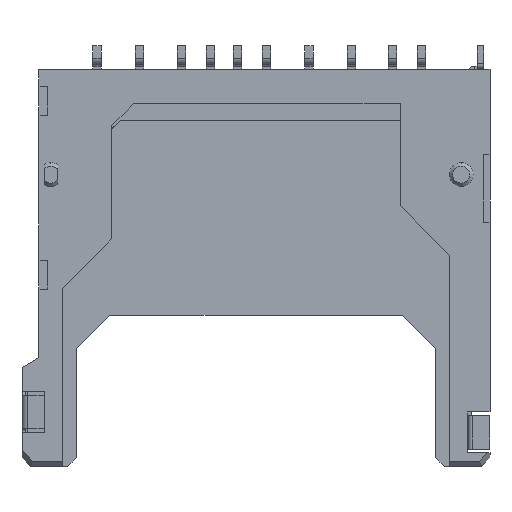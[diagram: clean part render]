
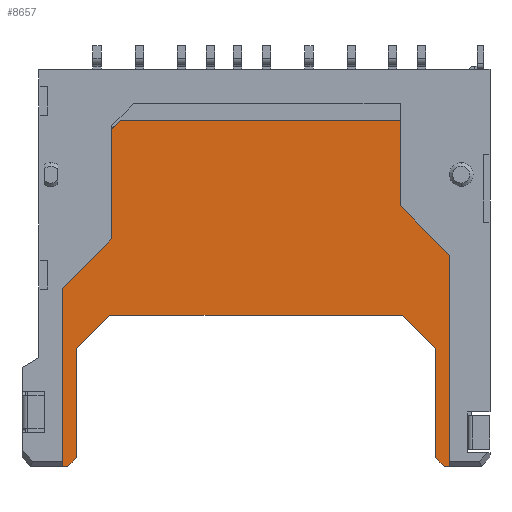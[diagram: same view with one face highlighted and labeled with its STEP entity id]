
A CAD part, front view. The second image highlights one B-rep face of the part: STEP entity #8657.
In plain terms, the highlighted planar face has unit normal (0, -1, 0).
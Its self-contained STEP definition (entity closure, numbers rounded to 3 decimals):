
#198 = VECTOR ( 'NONE', #1859, 1000. ) ;
#263 = EDGE_CURVE ( 'NONE', #10556, #6640, #11393, .T. ) ;
#410 = VECTOR ( 'NONE', #1150, 1000. ) ;
#691 = VECTOR ( 'NONE', #11182, 1000. ) ;
#730 = ORIENTED_EDGE ( 'NONE', *, *, #10933, .T. ) ;
#852 = CARTESIAN_POINT ( 'NONE',  ( -10.6, 2.55, -22.9 ) ) ;
#890 = VECTOR ( 'NONE', #1267, 1000. ) ;
#1036 = CARTESIAN_POINT ( 'NONE',  ( 10.6, 2.55, -16.45 ) ) ;
#1150 = DIRECTION ( 'NONE',  ( 1., 0., 0. ) ) ;
#1151 = CARTESIAN_POINT ( 'NONE',  ( -11.1, 2.55, -23.4 ) ) ;
#1165 = CARTESIAN_POINT ( 'NONE',  ( 8.65, 2.55, -14.5 ) ) ;
#1211 = EDGE_CURVE ( 'NONE', #7958, #4688, #9069, .T. ) ;
#1267 = DIRECTION ( 'NONE',  ( 1., 0., 0. ) ) ;
#1414 = ORIENTED_EDGE ( 'NONE', *, *, #9518, .T. ) ;
#1520 = DIRECTION ( 'NONE',  ( 0., -1., 0. ) ) ;
#1766 = LINE ( 'NONE', #8339, #7109 ) ;
#1798 = LINE ( 'NONE', #7692, #198 ) ;
#1859 = DIRECTION ( 'NONE',  ( 0., 0., 1. ) ) ;
#2112 = CARTESIAN_POINT ( 'NONE',  ( 12., 2.55, -3. ) ) ;
#2215 = CARTESIAN_POINT ( 'NONE',  ( -10.6, 2.55, -16.471 ) ) ;
#2532 = CARTESIAN_POINT ( 'NONE',  ( 0., 2.55, 0. ) ) ;
#2782 = DIRECTION ( 'NONE',  ( 0.707, 0., 0.707 ) ) ;
#2810 = EDGE_CURVE ( 'NONE', #8930, #12425, #12478, .T. ) ;
#2904 = VERTEX_POINT ( 'NONE', #8179 ) ;
#3175 = LINE ( 'NONE', #10498, #11559 ) ;
#3215 = ORIENTED_EDGE ( 'NONE', *, *, #263, .T. ) ;
#3412 = VECTOR ( 'NONE', #10279, 1000. ) ;
#3613 = CARTESIAN_POINT ( 'NONE',  ( -8.629, 2.55, -14.5 ) ) ;
#3639 = LINE ( 'NONE', #4231, #4172 ) ;
#3641 = DIRECTION ( 'NONE',  ( 0., 0., -1. ) ) ;
#3660 = VECTOR ( 'NONE', #11601, 1000. ) ;
#4172 = VECTOR ( 'NONE', #12160, 1000. ) ;
#4218 = EDGE_CURVE ( 'NONE', #5865, #5425, #3639, .T. ) ;
#4231 = CARTESIAN_POINT ( 'NONE',  ( -8., 2.55, -3. ) ) ;
#4264 = LINE ( 'NONE', #5099, #5826 ) ;
#4327 = EDGE_CURVE ( 'NONE', #5425, #10556, #10781, .T. ) ;
#4688 = VERTEX_POINT ( 'NONE', #9103 ) ;
#4740 = ORIENTED_EDGE ( 'NONE', *, *, #8001, .T. ) ;
#4890 = CARTESIAN_POINT ( 'NONE',  ( -12.5, 2.55, -23.4 ) ) ;
#4891 = ORIENTED_EDGE ( 'NONE', *, *, #13266, .T. ) ;
#4929 = CARTESIAN_POINT ( 'NONE',  ( -10.6, 2.55, -22.9 ) ) ;
#4937 = DIRECTION ( 'NONE',  ( -0.707, 0., -0.707 ) ) ;
#4995 = CARTESIAN_POINT ( 'NONE',  ( -11.1, 2.55, -23.4 ) ) ;
#5099 = CARTESIAN_POINT ( 'NONE',  ( 12., 2.55, -22.9 ) ) ;
#5164 = ORIENTED_EDGE ( 'NONE', *, *, #4218, .T. ) ;
#5301 = LINE ( 'NONE', #7389, #14612 ) ;
#5425 = VERTEX_POINT ( 'NONE', #13620 ) ;
#5468 = AXIS2_PLACEMENT_3D ( 'NONE', #2532, #1520, #3641 ) ;
#5582 = ORIENTED_EDGE ( 'NONE', *, *, #1211, .T. ) ;
#5826 = VECTOR ( 'NONE', #14095, 1000. ) ;
#5865 = VERTEX_POINT ( 'NONE', #10918 ) ;
#6383 = EDGE_CURVE ( 'NONE', #9750, #5865, #13183, .T. ) ;
#6445 = ORIENTED_EDGE ( 'NONE', *, *, #2810, .T. ) ;
#6455 = LINE ( 'NONE', #7981, #410 ) ;
#6554 = CARTESIAN_POINT ( 'NONE',  ( 11.1, 2.55, -23.4 ) ) ;
#6640 = VERTEX_POINT ( 'NONE', #14034 ) ;
#6753 = VECTOR ( 'NONE', #4937, 1000. ) ;
#7013 = CARTESIAN_POINT ( 'NONE',  ( 8.65, 2.55, -14.5 ) ) ;
#7109 = VECTOR ( 'NONE', #7177, 1000. ) ;
#7177 = DIRECTION ( 'NONE',  ( 0.707, 0., -0.707 ) ) ;
#7235 = EDGE_CURVE ( 'NONE', #10148, #7590, #3175, .T. ) ;
#7275 = DIRECTION ( 'NONE',  ( 0., 0., 1. ) ) ;
#7309 = EDGE_CURVE ( 'NONE', #9350, #7958, #14416, .T. ) ;
#7389 = CARTESIAN_POINT ( 'NONE',  ( 10.6, 2.55, -16.45 ) ) ;
#7590 = VERTEX_POINT ( 'NONE', #11342 ) ;
#7692 = CARTESIAN_POINT ( 'NONE',  ( 12., 2.55, -3. ) ) ;
#7958 = VERTEX_POINT ( 'NONE', #852 ) ;
#7973 = ORIENTED_EDGE ( 'NONE', *, *, #12466, .T. ) ;
#7981 = CARTESIAN_POINT ( 'NONE',  ( 12., 2.55, -23.4 ) ) ;
#8001 = EDGE_CURVE ( 'NONE', #2904, #9750, #1798, .T. ) ;
#8117 = CARTESIAN_POINT ( 'NONE',  ( -8.629, 2.55, -14.5 ) ) ;
#8179 = CARTESIAN_POINT ( 'NONE',  ( 12., 2.55, -22.9 ) ) ;
#8339 = CARTESIAN_POINT ( 'NONE',  ( 10.6, 2.55, -22.9 ) ) ;
#8629 = VECTOR ( 'NONE', #12340, 1000. ) ;
#8652 = ORIENTED_EDGE ( 'NONE', *, *, #13948, .T. ) ;
#8657 = ADVANCED_FACE ( 'NONE', ( #13230 ), #14046, .T. ) ;
#8678 = ORIENTED_EDGE ( 'NONE', *, *, #11452, .T. ) ;
#8930 = VERTEX_POINT ( 'NONE', #3613 ) ;
#9069 = LINE ( 'NONE', #4929, #9432 ) ;
#9103 = CARTESIAN_POINT ( 'NONE',  ( -10.6, 2.55, -16.471 ) ) ;
#9350 = VERTEX_POINT ( 'NONE', #1151 ) ;
#9432 = VECTOR ( 'NONE', #7275, 1000. ) ;
#9518 = EDGE_CURVE ( 'NONE', #11307, #12830, #5301, .T. ) ;
#9750 = VERTEX_POINT ( 'NONE', #2112 ) ;
#10148 = VERTEX_POINT ( 'NONE', #6554 ) ;
#10279 = DIRECTION ( 'NONE',  ( 0.707, 0., 0.707 ) ) ;
#10432 = ORIENTED_EDGE ( 'NONE', *, *, #6383, .T. ) ;
#10498 = CARTESIAN_POINT ( 'NONE',  ( 12., 2.55, -23.4 ) ) ;
#10556 = VERTEX_POINT ( 'NONE', #12809 ) ;
#10704 = EDGE_LOOP ( 'NONE', ( #4891, #13766, #8652, #4740, #10432, #5164, #12010, #3215, #8678, #13858, #5582, #7973, #6445, #730, #1414 ) ) ;
#10781 = LINE ( 'NONE', #11349, #8629 ) ;
#10918 = CARTESIAN_POINT ( 'NONE',  ( -8., 2.55, -3. ) ) ;
#10933 = EDGE_CURVE ( 'NONE', #12425, #11307, #14698, .T. ) ;
#11182 = DIRECTION ( 'NONE',  ( -1., 0., 0. ) ) ;
#11236 = CARTESIAN_POINT ( 'NONE',  ( 12., 2.55, -3. ) ) ;
#11307 = VERTEX_POINT ( 'NONE', #1036 ) ;
#11342 = CARTESIAN_POINT ( 'NONE',  ( 12.5, 2.55, -23.4 ) ) ;
#11349 = CARTESIAN_POINT ( 'NONE',  ( -12., 2.55, -7. ) ) ;
#11393 = LINE ( 'NONE', #4890, #6753 ) ;
#11452 = EDGE_CURVE ( 'NONE', #6640, #9350, #6455, .T. ) ;
#11559 = VECTOR ( 'NONE', #11567, 1000. ) ;
#11567 = DIRECTION ( 'NONE',  ( 1., 0., 0. ) ) ;
#11601 = DIRECTION ( 'NONE',  ( 0.707, 0., -0.707 ) ) ;
#12010 = ORIENTED_EDGE ( 'NONE', *, *, #4327, .T. ) ;
#12160 = DIRECTION ( 'NONE',  ( -0.707, 0., -0.707 ) ) ;
#12340 = DIRECTION ( 'NONE',  ( 0., 0., -1. ) ) ;
#12425 = VERTEX_POINT ( 'NONE', #1165 ) ;
#12466 = EDGE_CURVE ( 'NONE', #4688, #8930, #14633, .T. ) ;
#12478 = LINE ( 'NONE', #8117, #890 ) ;
#12809 = CARTESIAN_POINT ( 'NONE',  ( -12., 2.55, -22.9 ) ) ;
#12830 = VERTEX_POINT ( 'NONE', #14203 ) ;
#13059 = DIRECTION ( 'NONE',  ( 0., 0., -1. ) ) ;
#13183 = LINE ( 'NONE', #11236, #691 ) ;
#13230 = FACE_OUTER_BOUND ( 'NONE', #10704, .T. ) ;
#13266 = EDGE_CURVE ( 'NONE', #12830, #10148, #1766, .T. ) ;
#13620 = CARTESIAN_POINT ( 'NONE',  ( -12., 2.55, -7. ) ) ;
#13766 = ORIENTED_EDGE ( 'NONE', *, *, #7235, .T. ) ;
#13858 = ORIENTED_EDGE ( 'NONE', *, *, #7309, .T. ) ;
#13948 = EDGE_CURVE ( 'NONE', #7590, #2904, #4264, .T. ) ;
#14034 = CARTESIAN_POINT ( 'NONE',  ( -12.5, 2.55, -23.4 ) ) ;
#14046 = PLANE ( 'NONE',  #5468 ) ;
#14095 = DIRECTION ( 'NONE',  ( -0.707, 0., 0.707 ) ) ;
#14203 = CARTESIAN_POINT ( 'NONE',  ( 10.6, 2.55, -22.9 ) ) ;
#14416 = LINE ( 'NONE', #4995, #14765 ) ;
#14612 = VECTOR ( 'NONE', #13059, 1000. ) ;
#14633 = LINE ( 'NONE', #2215, #3412 ) ;
#14698 = LINE ( 'NONE', #7013, #3660 ) ;
#14765 = VECTOR ( 'NONE', #2782, 1000. ) ;
